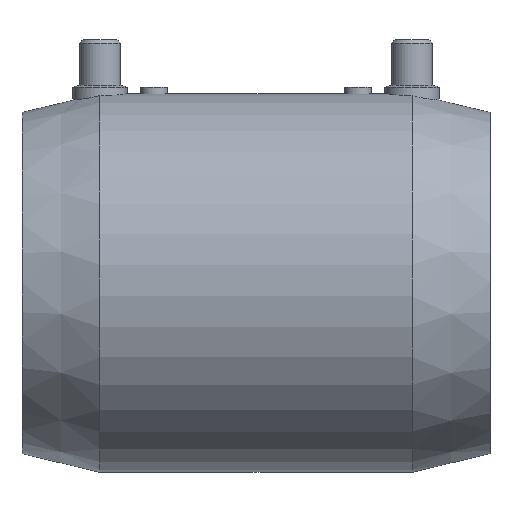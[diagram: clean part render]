
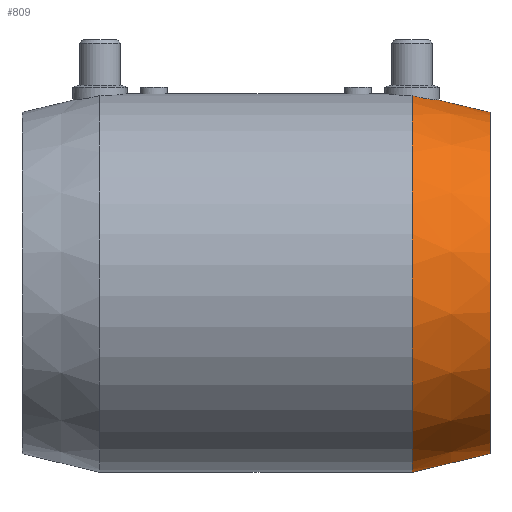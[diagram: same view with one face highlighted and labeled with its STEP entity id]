
A CAD part, top view. The second image highlights one B-rep face of the part: STEP entity #809.
In plain terms, the highlighted conical face has half-angle 13.402 degrees and reference radius 53.25 mm.
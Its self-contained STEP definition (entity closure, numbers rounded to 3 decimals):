
#20=B_SPLINE_CURVE_WITH_KNOTS('',3,(#1415,#1416,#1417,#1418,#1419,#1420,
#1421,#1422,#1423,#1424,#1425,#1426,#1427,#1428,#1429,#1430,#1431,#1432,
#1433,#1434,#1435,#1436,#1437),.UNSPECIFIED.,.F.,.F.,(4,3,2,2,2,2,2,2,2,
2,4),(-0.028,0.,0.3,0.599,0.893,
1.187,1.482,1.776,2.075,2.375,
2.403),.UNSPECIFIED.);
#41=CONICAL_SURFACE('',#908,53.25,0.234);
#79=CIRCLE('',#909,50.5);
#80=CIRCLE('',#910,56.);
#81=CIRCLE('',#911,56.);
#147=FACE_OUTER_BOUND('',#204,.T.);
#204=EDGE_LOOP('',(#681,#682,#683,#684,#685,#686));
#270=LINE('',#1486,#325);
#325=VECTOR('',#1129,53.25);
#379=VERTEX_POINT('',#1402);
#381=VERTEX_POINT('',#1414);
#391=VERTEX_POINT('',#1483);
#392=VERTEX_POINT('',#1485);
#474=EDGE_CURVE('',#381,#379,#20,.T.);
#492=EDGE_CURVE('',#391,#391,#79,.T.);
#493=EDGE_CURVE('',#391,#392,#270,.T.);
#494=EDGE_CURVE('',#392,#381,#80,.T.);
#495=EDGE_CURVE('',#379,#392,#81,.T.);
#681=ORIENTED_EDGE('',*,*,#492,.F.);
#682=ORIENTED_EDGE('',*,*,#493,.T.);
#683=ORIENTED_EDGE('',*,*,#494,.T.);
#684=ORIENTED_EDGE('',*,*,#474,.T.);
#685=ORIENTED_EDGE('',*,*,#495,.T.);
#686=ORIENTED_EDGE('',*,*,#493,.F.);
#809=ADVANCED_FACE('',(#147),#41,.T.);
#908=AXIS2_PLACEMENT_3D('',#1482,#1125,#1126);
#909=AXIS2_PLACEMENT_3D('',#1484,#1127,#1128);
#910=AXIS2_PLACEMENT_3D('',#1487,#1130,#1131);
#911=AXIS2_PLACEMENT_3D('',#1488,#1132,#1133);
#1125=DIRECTION('center_axis',(-1.,0.,0.));
#1126=DIRECTION('ref_axis',(0.,1.,0.));
#1127=DIRECTION('center_axis',(1.,0.,0.));
#1128=DIRECTION('ref_axis',(0.,0.,-1.));
#1129=DIRECTION('',(-0.973,-0.232,0.));
#1130=DIRECTION('center_axis',(1.,0.,0.));
#1131=DIRECTION('ref_axis',(0.,0.,-1.));
#1132=DIRECTION('center_axis',(1.,0.,0.));
#1133=DIRECTION('ref_axis',(0.,0.,-1.));
#1402=CARTESIAN_POINT('',(44.917,55.426,8.));
#1414=CARTESIAN_POINT('',(44.917,55.426,-8.));
#1415=CARTESIAN_POINT('Ctrl Pts',(44.917,55.426,-8.));
#1416=CARTESIAN_POINT('Ctrl Pts',(45.008,55.404,-8.));
#1417=CARTESIAN_POINT('Ctrl Pts',(45.099,55.382,-7.998));
#1418=CARTESIAN_POINT('Ctrl Pts',(45.189,55.361,-7.995));
#1419=CARTESIAN_POINT('Ctrl Pts',(46.16,55.132,-7.962));
#1420=CARTESIAN_POINT('Ctrl Pts',(47.2,54.915,-7.738));
#1421=CARTESIAN_POINT('Ctrl Pts',(49.115,54.568,-6.89));
#1422=CARTESIAN_POINT('Ctrl Pts',(49.99,54.436,-6.265));
#1423=CARTESIAN_POINT('Ctrl Pts',(51.357,54.254,-4.845));
#1424=CARTESIAN_POINT('Ctrl Pts',(51.945,54.189,-3.96));
#1425=CARTESIAN_POINT('Ctrl Pts',(52.725,54.11,-2.028));
#1426=CARTESIAN_POINT('Ctrl Pts',(52.917,54.094,-0.981));
#1427=CARTESIAN_POINT('Ctrl Pts',(52.917,54.094,0.981));
#1428=CARTESIAN_POINT('Ctrl Pts',(52.725,54.11,2.028));
#1429=CARTESIAN_POINT('Ctrl Pts',(51.945,54.189,3.96));
#1430=CARTESIAN_POINT('Ctrl Pts',(51.357,54.254,4.845));
#1431=CARTESIAN_POINT('Ctrl Pts',(49.99,54.436,6.265));
#1432=CARTESIAN_POINT('Ctrl Pts',(49.115,54.568,6.89));
#1433=CARTESIAN_POINT('Ctrl Pts',(47.2,54.915,7.738));
#1434=CARTESIAN_POINT('Ctrl Pts',(46.16,55.132,7.962));
#1435=CARTESIAN_POINT('Ctrl Pts',(45.099,55.382,7.998));
#1436=CARTESIAN_POINT('Ctrl Pts',(45.008,55.404,8.));
#1437=CARTESIAN_POINT('Ctrl Pts',(44.917,55.426,8.));
#1482=CARTESIAN_POINT('Origin',(56.458,0.,0.));
#1483=CARTESIAN_POINT('',(68.,-50.5,0.));
#1484=CARTESIAN_POINT('Origin',(68.,0.,0.));
#1485=CARTESIAN_POINT('',(44.917,-56.,0.));
#1486=CARTESIAN_POINT('',(56.458,-53.25,0.));
#1487=CARTESIAN_POINT('Origin',(44.917,0.,0.));
#1488=CARTESIAN_POINT('Origin',(44.917,0.,0.));
